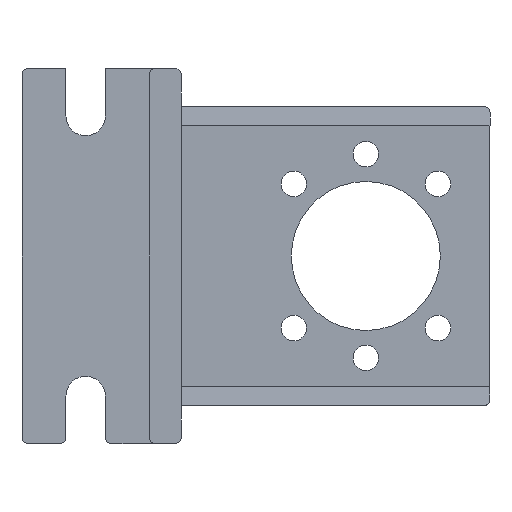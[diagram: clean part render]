
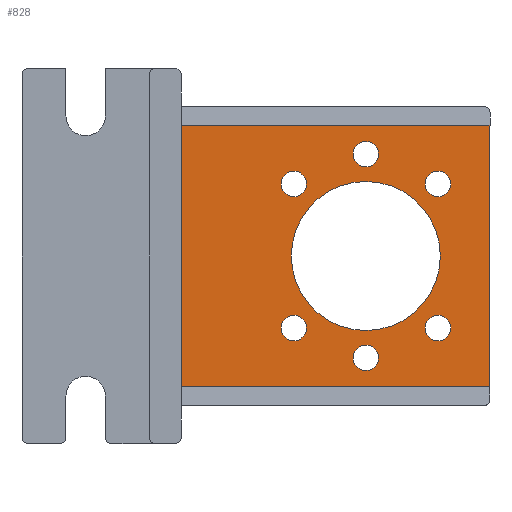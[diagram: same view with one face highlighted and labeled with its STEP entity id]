
A CAD part, front view. The second image highlights one B-rep face of the part: STEP entity #828.
In plain terms, the highlighted planar face has unit normal (0, -1, 0).
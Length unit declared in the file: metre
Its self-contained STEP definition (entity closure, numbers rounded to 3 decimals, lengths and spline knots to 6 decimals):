
#85=LINE('',#1339,#159);
#86=LINE('',#1342,#160);
#87=LINE('',#1344,#161);
#88=LINE('',#1346,#162);
#159=VECTOR('',#1088,1.);
#160=VECTOR('',#1089,1.);
#161=VECTOR('',#1090,1.);
#162=VECTOR('',#1091,1.);
#285=ORIENTED_EDGE('',*,*,#481,.T.);
#286=ORIENTED_EDGE('',*,*,#482,.T.);
#287=ORIENTED_EDGE('',*,*,#483,.T.);
#288=ORIENTED_EDGE('',*,*,#484,.T.);
#289=ORIENTED_EDGE('',*,*,#485,.T.);
#290=ORIENTED_EDGE('',*,*,#486,.T.);
#291=ORIENTED_EDGE('',*,*,#487,.T.);
#292=ORIENTED_EDGE('',*,*,#488,.T.);
#293=ORIENTED_EDGE('',*,*,#489,.T.);
#294=ORIENTED_EDGE('',*,*,#490,.F.);
#295=ORIENTED_EDGE('',*,*,#491,.T.);
#481=EDGE_CURVE('',#579,#579,#632,.T.);
#482=EDGE_CURVE('',#580,#580,#633,.T.);
#483=EDGE_CURVE('',#581,#581,#634,.T.);
#484=EDGE_CURVE('',#582,#582,#635,.T.);
#485=EDGE_CURVE('',#583,#583,#636,.T.);
#486=EDGE_CURVE('',#584,#584,#637,.T.);
#487=EDGE_CURVE('',#585,#585,#638,.T.);
#488=EDGE_CURVE('',#586,#587,#85,.T.);
#489=EDGE_CURVE('',#587,#588,#86,.T.);
#490=EDGE_CURVE('',#589,#588,#87,.T.);
#491=EDGE_CURVE('',#589,#586,#88,.T.);
#579=VERTEX_POINT('',#1326);
#580=VERTEX_POINT('',#1328);
#581=VERTEX_POINT('',#1330);
#582=VERTEX_POINT('',#1332);
#583=VERTEX_POINT('',#1334);
#584=VERTEX_POINT('',#1336);
#585=VERTEX_POINT('',#1338);
#586=VERTEX_POINT('',#1340);
#587=VERTEX_POINT('',#1341);
#588=VERTEX_POINT('',#1343);
#589=VERTEX_POINT('',#1345);
#632=CIRCLE('',#906,0.0117);
#633=CIRCLE('',#907,0.002);
#634=CIRCLE('',#908,0.002);
#635=CIRCLE('',#909,0.002);
#636=CIRCLE('',#910,0.002);
#637=CIRCLE('',#911,0.002);
#638=CIRCLE('',#912,0.002);
#670=EDGE_LOOP('',(#285));
#671=EDGE_LOOP('',(#286));
#672=EDGE_LOOP('',(#287));
#673=EDGE_LOOP('',(#288));
#674=EDGE_LOOP('',(#289));
#675=EDGE_LOOP('',(#290));
#676=EDGE_LOOP('',(#291));
#677=EDGE_LOOP('',(#292,#293,#294,#295));
#738=FACE_BOUND('',#670,.T.);
#739=FACE_BOUND('',#671,.T.);
#740=FACE_BOUND('',#672,.T.);
#741=FACE_BOUND('',#673,.T.);
#742=FACE_BOUND('',#674,.T.);
#743=FACE_BOUND('',#675,.T.);
#744=FACE_BOUND('',#676,.T.);
#745=FACE_BOUND('',#677,.T.);
#795=PLANE('',#905);
#828=ADVANCED_FACE('',(#738,#739,#740,#741,#742,#743,#744,#745),#795,.T.);
#905=AXIS2_PLACEMENT_3D('',#1324,#1072,#1073);
#906=AXIS2_PLACEMENT_3D('',#1325,#1074,#1075);
#907=AXIS2_PLACEMENT_3D('',#1327,#1076,#1077);
#908=AXIS2_PLACEMENT_3D('',#1329,#1078,#1079);
#909=AXIS2_PLACEMENT_3D('',#1331,#1080,#1081);
#910=AXIS2_PLACEMENT_3D('',#1333,#1082,#1083);
#911=AXIS2_PLACEMENT_3D('',#1335,#1084,#1085);
#912=AXIS2_PLACEMENT_3D('',#1337,#1086,#1087);
#1072=DIRECTION('',(0.,-1.,0.));
#1073=DIRECTION('',(0.,0.,-1.));
#1074=DIRECTION('',(0.,1.,0.));
#1075=DIRECTION('',(-1.,0.,0.));
#1076=DIRECTION('',(0.,1.,0.));
#1077=DIRECTION('',(-1.,0.,0.));
#1078=DIRECTION('',(0.,1.,0.));
#1079=DIRECTION('',(-1.,0.,0.));
#1080=DIRECTION('',(0.,1.,0.));
#1081=DIRECTION('',(-1.,0.,0.));
#1082=DIRECTION('',(0.,1.,0.));
#1083=DIRECTION('',(-1.,0.,0.));
#1084=DIRECTION('',(0.,1.,0.));
#1085=DIRECTION('',(-1.,0.,0.));
#1086=DIRECTION('',(0.,1.,0.));
#1087=DIRECTION('',(-1.,0.,0.));
#1088=DIRECTION('',(0.,0.,-1.));
#1089=DIRECTION('',(1.,0.,0.));
#1090=DIRECTION('',(0.,0.,-1.));
#1091=DIRECTION('',(-1.,0.,0.));
#1324=CARTESIAN_POINT('',(0.135676,0.794753,0.));
#1325=CARTESIAN_POINT('',(0.155,0.794753,0.));
#1326=CARTESIAN_POINT('',(0.1433,0.794753,0.));
#1327=CARTESIAN_POINT('',(0.166314,0.794753,-0.011314));
#1328=CARTESIAN_POINT('',(0.164314,0.794753,-0.011314));
#1329=CARTESIAN_POINT('',(0.166314,0.794753,0.011314));
#1330=CARTESIAN_POINT('',(0.164314,0.794753,0.011314));
#1331=CARTESIAN_POINT('',(0.143686,0.794753,0.011314));
#1332=CARTESIAN_POINT('',(0.141686,0.794753,0.011314));
#1333=CARTESIAN_POINT('',(0.155,0.794753,-0.016));
#1334=CARTESIAN_POINT('',(0.153,0.794753,-0.016));
#1335=CARTESIAN_POINT('',(0.155,0.794753,0.016));
#1336=CARTESIAN_POINT('',(0.153,0.794753,0.016));
#1337=CARTESIAN_POINT('',(0.143686,0.794753,-0.011314));
#1338=CARTESIAN_POINT('',(0.141686,0.794753,-0.011314));
#1339=CARTESIAN_POINT('',(0.126,0.794753,-0.01475));
#1340=CARTESIAN_POINT('',(0.126,0.794753,0.0205));
#1341=CARTESIAN_POINT('',(0.126,0.794753,-0.0205));
#1342=CARTESIAN_POINT('',(0.156588,0.794753,-0.0205));
#1343=CARTESIAN_POINT('',(0.1745,0.794753,-0.0205));
#1344=CARTESIAN_POINT('',(0.1745,0.794753,0.00625));
#1345=CARTESIAN_POINT('',(0.1745,0.794753,0.0205));
#1346=CARTESIAN_POINT('',(0.130838,0.794753,0.0205));
